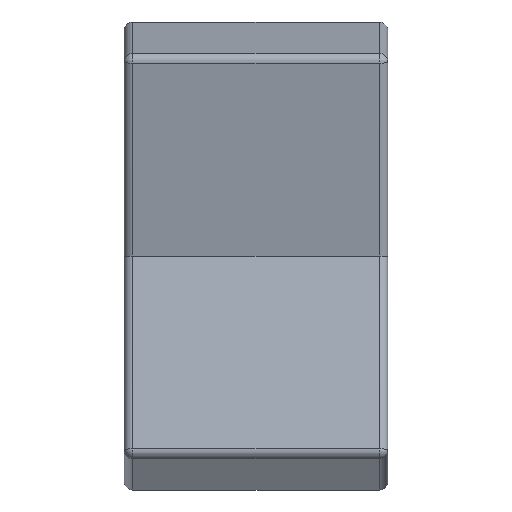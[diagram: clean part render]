
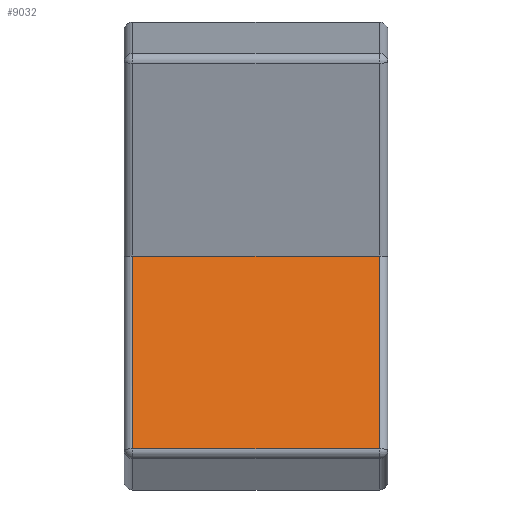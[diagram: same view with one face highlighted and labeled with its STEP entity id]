
A CAD part, left-side view. The second image highlights one B-rep face of the part: STEP entity #9032.
In plain terms, the highlighted planar face has unit normal (-0.978, 0, 0.208).
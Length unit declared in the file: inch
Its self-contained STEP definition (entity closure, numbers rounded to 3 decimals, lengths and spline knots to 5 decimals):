
#8676=CARTESIAN_POINT('',(-0.85982,0.27776,0.));
#8677=VERTEX_POINT('',#8676);
#8754=CARTESIAN_POINT('',(-0.95222,0.27776,-0.43423));
#8755=VERTEX_POINT('',#8754);
#8778=CARTESIAN_POINT('',(-0.95222,-0.27776,-0.43423));
#8779=VERTEX_POINT('',#8778);
#8836=CARTESIAN_POINT('',(-0.95222,-0.27776,-0.43423));
#8837=DIRECTION('',(0.0,1.0,0.0));
#8838=VECTOR('',#8837,0.55551);
#8839=LINE('',#8836,#8838);
#8840=EDGE_CURVE('',#8779,#8755,#8839,.T.);
#8857=CARTESIAN_POINT('',(-0.85982,-0.27776,0.));
#8858=VERTEX_POINT('',#8857);
#8859=CARTESIAN_POINT('',(-0.85982,-0.27776,0.));
#8860=DIRECTION('',(-0.208,0.0,-0.978));
#8861=VECTOR('',#8860,0.44395);
#8862=LINE('',#8859,#8861);
#8863=EDGE_CURVE('',#8858,#8779,#8862,.T.);
#8896=CARTESIAN_POINT('',(-0.95222,0.27776,-0.43423));
#8897=DIRECTION('',(0.208,0.0,0.978));
#8898=VECTOR('',#8897,0.44395);
#8899=LINE('',#8896,#8898);
#8900=EDGE_CURVE('',#8755,#8677,#8899,.T.);
#9016=CARTESIAN_POINT('',(-0.95621,0.29744,-0.45295));
#9017=DIRECTION('',(-0.978,0.0,0.208));
#9018=DIRECTION('',(0.208,0.0,0.978));
#9019=AXIS2_PLACEMENT_3D('',#9016,#9017,#9018);
#9020=PLANE('',#9019);
#9021=ORIENTED_EDGE('',*,*,#8900,.F.);
#9022=ORIENTED_EDGE('',*,*,#8840,.F.);
#9023=ORIENTED_EDGE('',*,*,#8863,.F.);
#9024=CARTESIAN_POINT('',(-0.85982,0.27776,0.));
#9025=DIRECTION('',(0.0,-1.0,0.0));
#9026=VECTOR('',#9025,0.55551);
#9027=LINE('',#9024,#9026);
#9028=EDGE_CURVE('',#8677,#8858,#9027,.T.);
#9029=ORIENTED_EDGE('',*,*,#9028,.F.);
#9030=EDGE_LOOP('',(#9021,#9022,#9023,#9029));
#9031=FACE_OUTER_BOUND('',#9030,.T.);
#9032=ADVANCED_FACE('',(#9031),#9020,.T.);
